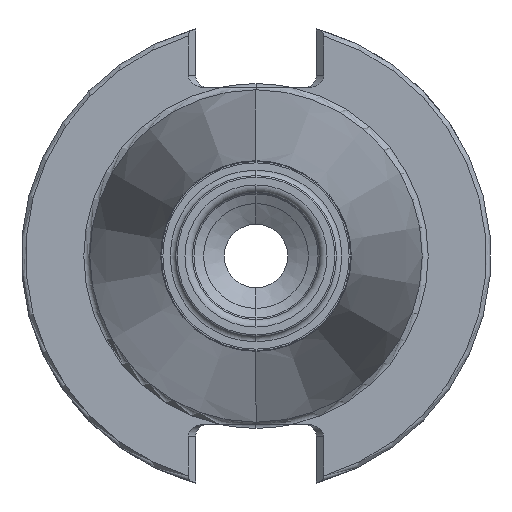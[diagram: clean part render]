
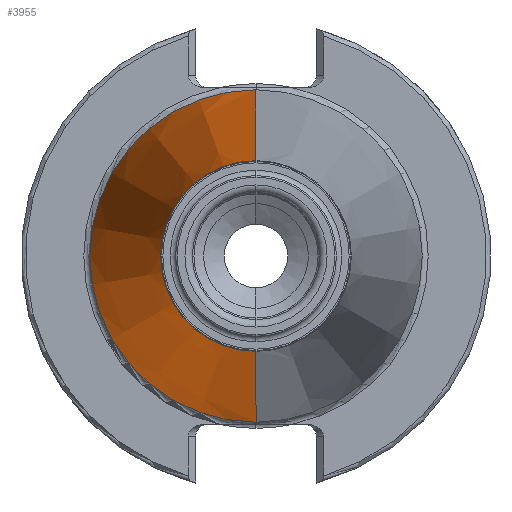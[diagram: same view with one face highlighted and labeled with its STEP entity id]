
A CAD part, left-side view. The second image highlights one B-rep face of the part: STEP entity #3955.
In plain terms, the highlighted conical face has half-angle 8.297 degrees and reference radius 22.225 mm.
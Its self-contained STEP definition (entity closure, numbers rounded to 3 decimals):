
#168 = VERTEX_POINT ( 'NONE', #4035 ) ;
#286 = AXIS2_PLACEMENT_3D ( 'NONE', #597, #966, #2296 ) ;
#341 = CARTESIAN_POINT ( 'NONE',  ( -64.988, 0., -12.748 ) ) ;
#416 = EDGE_CURVE ( 'NONE', #2884, #565, #3719, .T. ) ;
#450 = CIRCLE ( 'NONE', #1844, 12.748 ) ;
#565 = VERTEX_POINT ( 'NONE', #1788 ) ;
#586 = EDGE_LOOP ( 'NONE', ( #4302, #4201, #2469, #1580 ) ) ;
#597 = CARTESIAN_POINT ( 'NONE',  ( 0., 0., 0. ) ) ;
#607 = CIRCLE ( 'NONE', #914, 22.225 ) ;
#631 = DIRECTION ( 'NONE',  ( -1., 0., 0. ) ) ;
#662 = CARTESIAN_POINT ( 'NONE',  ( -64.988, 0., 0. ) ) ;
#736 = VERTEX_POINT ( 'NONE', #3150 ) ;
#746 = EDGE_CURVE ( 'NONE', #736, #168, #3552, .T. ) ;
#796 = DIRECTION ( 'NONE',  ( 0., 0., 1. ) ) ;
#832 = EDGE_CURVE ( 'NONE', #736, #2884, #450, .T. ) ;
#914 = AXIS2_PLACEMENT_3D ( 'NONE', #2985, #3001, #3023 ) ;
#966 = DIRECTION ( 'NONE',  ( 1., 0., 0. ) ) ;
#1402 = CARTESIAN_POINT ( 'NONE',  ( 0., 0., -22.225 ) ) ;
#1417 = CARTESIAN_POINT ( 'NONE',  ( 0., 0., 22.225 ) ) ;
#1505 = DIRECTION ( 'NONE',  ( 0.99, 0., -0.144 ) ) ;
#1567 = EDGE_CURVE ( 'NONE', #168, #565, #607, .T. ) ;
#1580 = ORIENTED_EDGE ( 'NONE', *, *, #416, .F. ) ;
#1742 = DIRECTION ( 'NONE',  ( 0.99, 0., 0.144 ) ) ;
#1788 = CARTESIAN_POINT ( 'NONE',  ( 0., 0., -22.225 ) ) ;
#1844 = AXIS2_PLACEMENT_3D ( 'NONE', #662, #631, #796 ) ;
#2137 = CONICAL_SURFACE ( 'NONE', #286, 22.225, 0.145 ) ;
#2296 = DIRECTION ( 'NONE',  ( 0., 0., -1. ) ) ;
#2443 = FACE_OUTER_BOUND ( 'NONE', #586, .T. ) ;
#2469 = ORIENTED_EDGE ( 'NONE', *, *, #1567, .T. ) ;
#2570 = VECTOR ( 'NONE', #1742, 1000. ) ;
#2851 = VECTOR ( 'NONE', #1505, 1000. ) ;
#2884 = VERTEX_POINT ( 'NONE', #341 ) ;
#2985 = CARTESIAN_POINT ( 'NONE',  ( 0., 0., 0. ) ) ;
#3001 = DIRECTION ( 'NONE',  ( -1., 0., 0. ) ) ;
#3023 = DIRECTION ( 'NONE',  ( 0., 0., 1. ) ) ;
#3150 = CARTESIAN_POINT ( 'NONE',  ( -64.988, 0., 12.748 ) ) ;
#3552 = LINE ( 'NONE', #1417, #2570 ) ;
#3719 = LINE ( 'NONE', #1402, #2851 ) ;
#3955 = ADVANCED_FACE ( 'NONE', ( #2443 ), #2137, .T. ) ;
#4035 = CARTESIAN_POINT ( 'NONE',  ( 0., 0., 22.225 ) ) ;
#4201 = ORIENTED_EDGE ( 'NONE', *, *, #746, .T. ) ;
#4302 = ORIENTED_EDGE ( 'NONE', *, *, #832, .F. ) ;
